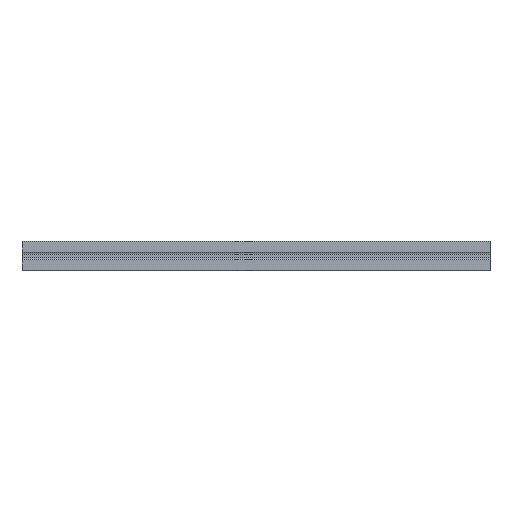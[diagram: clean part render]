
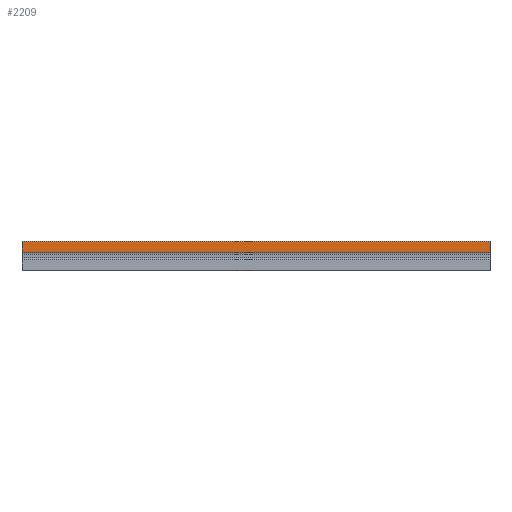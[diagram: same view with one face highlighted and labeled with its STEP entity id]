
A CAD part, front view. The second image highlights one B-rep face of the part: STEP entity #2209.
In plain terms, the highlighted planar face has unit normal (0, -1, 0).
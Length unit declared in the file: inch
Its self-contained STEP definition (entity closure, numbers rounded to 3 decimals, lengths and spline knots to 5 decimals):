
#26=PLANE('',#2344);
#100=LINE('',#3862,#306);
#101=LINE('',#3864,#307);
#102=LINE('',#3866,#308);
#103=LINE('',#3867,#309);
#306=VECTOR('',#2635,16.);
#307=VECTOR('',#2636,0.36592);
#308=VECTOR('',#2637,16.);
#309=VECTOR('',#2638,0.36592);
#635=FACE_OUTER_BOUND('',#756,.T.);
#756=EDGE_LOOP('',(#1555,#1556,#1557,#1558));
#937=VERTEX_POINT('',#3860);
#938=VERTEX_POINT('',#3861);
#939=VERTEX_POINT('',#3863);
#940=VERTEX_POINT('',#3865);
#1184=EDGE_CURVE('',#937,#938,#100,.T.);
#1185=EDGE_CURVE('',#939,#937,#101,.T.);
#1186=EDGE_CURVE('',#939,#940,#102,.T.);
#1187=EDGE_CURVE('',#940,#938,#103,.T.);
#1555=ORIENTED_EDGE('',*,*,#1184,.F.);
#1556=ORIENTED_EDGE('',*,*,#1185,.F.);
#1557=ORIENTED_EDGE('',*,*,#1186,.T.);
#1558=ORIENTED_EDGE('',*,*,#1187,.T.);
#2209=ADVANCED_FACE('',(#635),#26,.T.);
#2344=AXIS2_PLACEMENT_3D('',#3859,#2633,#2634);
#2633=DIRECTION('center_axis',(0.,-1.,0.));
#2634=DIRECTION('ref_axis',(-1.,0.,0.));
#2635=DIRECTION('',(-1.,0.,0.));
#2636=DIRECTION('',(0.,0.,-1.));
#2637=DIRECTION('',(-1.,0.,0.));
#2638=DIRECTION('',(0.,0.,-1.));
#3859=CARTESIAN_POINT('Origin',(14.90252,1.15974,2.34823));
#3860=CARTESIAN_POINT('',(14.90252,1.15974,1.97573));
#3861=CARTESIAN_POINT('',(-1.09748,1.15974,1.97573));
#3862=CARTESIAN_POINT('',(18.09218,1.15974,1.97573));
#3863=CARTESIAN_POINT('',(14.90252,1.15974,2.34165));
#3864=CARTESIAN_POINT('',(14.90252,1.15974,2.34823));
#3865=CARTESIAN_POINT('',(-1.09748,1.15974,2.34165));
#3866=CARTESIAN_POINT('',(18.09218,1.15974,2.34165));
#3867=CARTESIAN_POINT('',(-1.09748,1.15974,2.34823));
